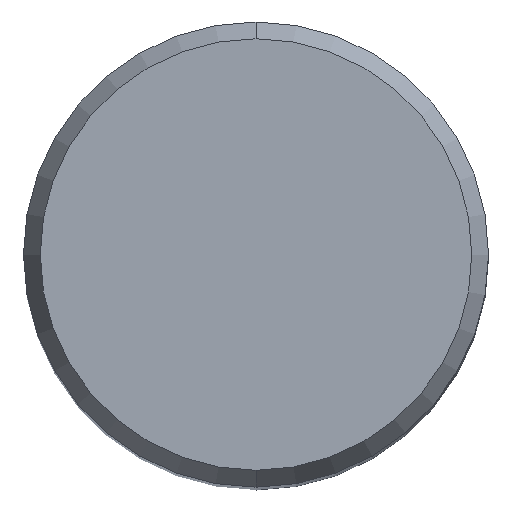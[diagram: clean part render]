
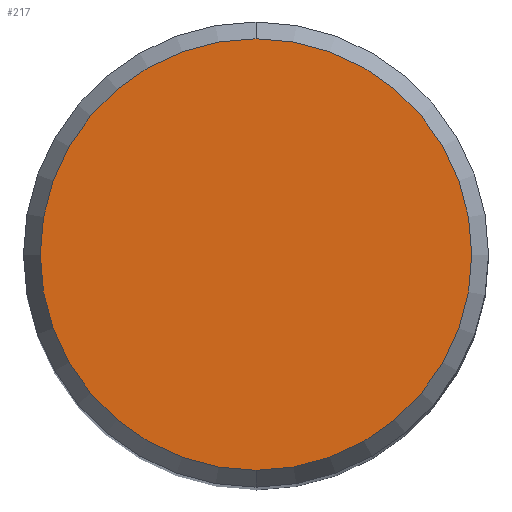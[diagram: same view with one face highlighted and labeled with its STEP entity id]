
A CAD part, top view. The second image highlights one B-rep face of the part: STEP entity #217.
In plain terms, the highlighted planar face has unit normal (0, 0, 1).
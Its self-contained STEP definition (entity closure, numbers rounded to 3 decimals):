
#153=VERTEX_POINT('',#359);
#217=ADVANCED_FACE('',(#432),#433,.T.);
#243=EDGE_CURVE('',#153,#261,#464,.T.);
#261=VERTEX_POINT('',#485);
#279=EDGE_CURVE('',#261,#153,#503,.T.);
#359=CARTESIAN_POINT('',(0.0,5.892,0.01));
#432=FACE_OUTER_BOUND('',#680,.T.);
#433=PLANE('',#681);
#464=CIRCLE('',#723,5.892);
#485=CARTESIAN_POINT('',(0.,-5.892,0.01));
#503=CIRCLE('',#774,5.892);
#680=EDGE_LOOP('',(#946,#947));
#681=AXIS2_PLACEMENT_3D('',#948,#949,#950);
#723=AXIS2_PLACEMENT_3D('',#991,#992,#993);
#774=AXIS2_PLACEMENT_3D('',#1036,#1037,#1038);
#946=ORIENTED_EDGE('',*,*,#243,.F.);
#947=ORIENTED_EDGE('',*,*,#279,.F.);
#948=CARTESIAN_POINT('',(0.0,2.946,0.01));
#949=DIRECTION('',(-0.0,0.0,1.0));
#950=DIRECTION('',(0.0,-1.0,0.0));
#991=CARTESIAN_POINT('',(0.0,0.0,0.01));
#992=DIRECTION('',(0.0,0.0,-1.0));
#993=DIRECTION('',(0.0,1.0,0.0));
#1036=CARTESIAN_POINT('',(0.0,0.0,0.01));
#1037=DIRECTION('',(0.0,0.0,-1.0));
#1038=DIRECTION('',(0.0,1.0,0.0));
